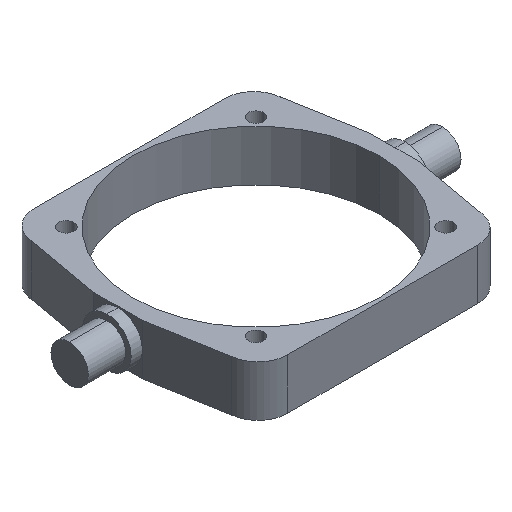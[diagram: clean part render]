
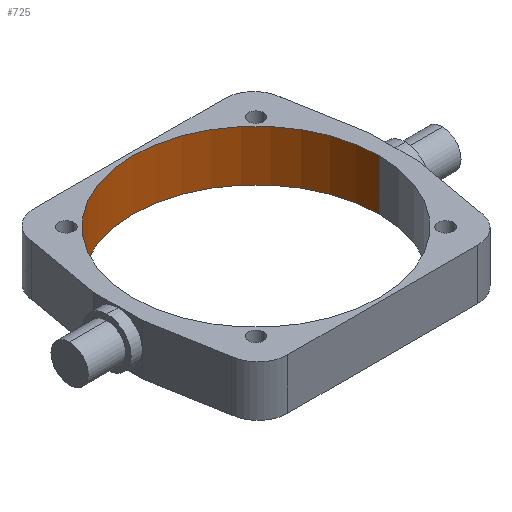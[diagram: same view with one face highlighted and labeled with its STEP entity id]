
A CAD part, isometric view. The second image highlights one B-rep face of the part: STEP entity #725.
In plain terms, the highlighted cylindrical face has radius 165.1 mm (diameter 330.2 mm), a partial arc.
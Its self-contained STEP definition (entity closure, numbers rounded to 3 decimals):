
#24 = DIRECTION ( 'NONE',  ( 1., 0., 0. ) ) ;
#32 = CARTESIAN_POINT ( 'NONE',  ( 0., 0., 0. ) ) ;
#34 = DIRECTION ( 'NONE',  ( 0., 0., 1. ) ) ;
#89 = ORIENTED_EDGE ( 'NONE', *, *, #1143, .F. ) ;
#90 = ORIENTED_EDGE ( 'NONE', *, *, #1201, .T. ) ;
#91 = ORIENTED_EDGE ( 'NONE', *, *, #1184, .T. ) ;
#92 = ORIENTED_EDGE ( 'NONE', *, *, #1203, .F. ) ;
#287 = CIRCLE ( 'NONE', #1308, 165.1 ) ;
#297 = CIRCLE ( 'NONE', #1271, 165.1 ) ;
#372 = LINE ( 'NONE', #678, #416 ) ;
#373 = VECTOR ( 'NONE', #681, 1000. ) ;
#379 = LINE ( 'NONE', #682, #373 ) ;
#416 = VECTOR ( 'NONE', #677, 1000. ) ;
#518 = CARTESIAN_POINT ( 'NONE',  ( -165.1, 0., 0. ) ) ;
#528 = DIRECTION ( 'NONE',  ( 0., 0., 1. ) ) ;
#551 = DIRECTION ( 'NONE',  ( 1., 0., 0. ) ) ;
#677 = DIRECTION ( 'NONE',  ( 0., 0., -1. ) ) ;
#678 = CARTESIAN_POINT ( 'NONE',  ( 165.1, 0., 68. ) ) ;
#681 = DIRECTION ( 'NONE',  ( 0., 0., -1. ) ) ;
#682 = CARTESIAN_POINT ( 'NONE',  ( -165.1, 0., 68. ) ) ;
#697 = CARTESIAN_POINT ( 'NONE',  ( 0., 0., 68. ) ) ;
#725 = ADVANCED_FACE ( 'NONE', ( #796 ), #809, .F. ) ;
#796 = FACE_OUTER_BOUND ( 'NONE', #836, .T. ) ;
#809 = CYLINDRICAL_SURFACE ( 'NONE', #1281, 165.1 ) ;
#836 = EDGE_LOOP ( 'NONE', ( #92, #91, #90, #89 ) ) ;
#901 = VERTEX_POINT ( 'NONE', #959 ) ;
#906 = DIRECTION ( 'NONE',  ( 0., 0., -1. ) ) ;
#926 = CARTESIAN_POINT ( 'NONE',  ( 0., 0., 68. ) ) ;
#940 = DIRECTION ( 'NONE',  ( -1., 0., 0. ) ) ;
#959 = CARTESIAN_POINT ( 'NONE',  ( 165.1, 0., 0. ) ) ;
#970 = CARTESIAN_POINT ( 'NONE',  ( -165.1, 0., 68. ) ) ;
#1003 = CARTESIAN_POINT ( 'NONE',  ( 165.1, 0., 68. ) ) ;
#1026 = VERTEX_POINT ( 'NONE', #970 ) ;
#1030 = VERTEX_POINT ( 'NONE', #1003 ) ;
#1143 = EDGE_CURVE ( 'NONE', #901, #1350, #297, .T. ) ;
#1184 = EDGE_CURVE ( 'NONE', #1030, #1026, #287, .T. ) ;
#1201 = EDGE_CURVE ( 'NONE', #1026, #1350, #379, .T. ) ;
#1203 = EDGE_CURVE ( 'NONE', #1030, #901, #372, .T. ) ;
#1271 = AXIS2_PLACEMENT_3D ( 'NONE', #32, #34, #24 ) ;
#1281 = AXIS2_PLACEMENT_3D ( 'NONE', #926, #906, #940 ) ;
#1308 = AXIS2_PLACEMENT_3D ( 'NONE', #697, #528, #551 ) ;
#1350 = VERTEX_POINT ( 'NONE', #518 ) ;
